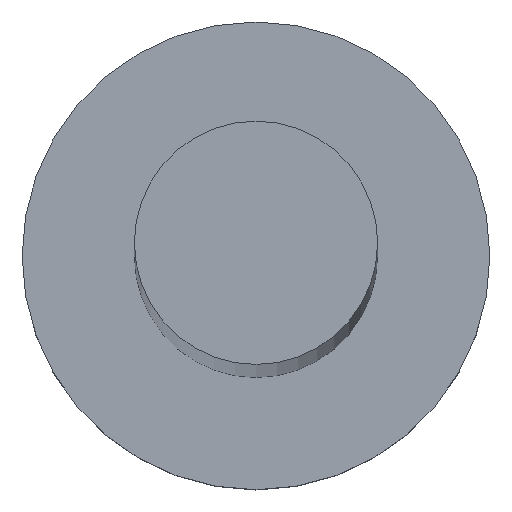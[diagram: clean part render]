
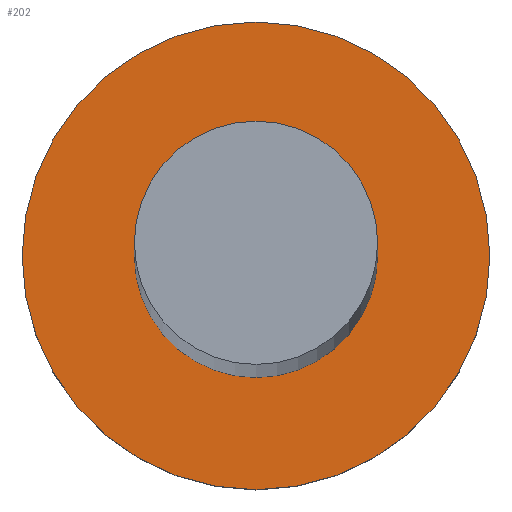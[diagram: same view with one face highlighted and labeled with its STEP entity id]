
A CAD part, top view. The second image highlights one B-rep face of the part: STEP entity #202.
In plain terms, the highlighted planar face has unit normal (0, 0, 1).
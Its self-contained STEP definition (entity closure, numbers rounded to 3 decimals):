
#7 = ORIENTED_EDGE ( 'NONE', *, *, #204, .T. ) ;
#8 = DIRECTION ( 'NONE',  ( 0., 0., 1. ) ) ;
#13 = EDGE_LOOP ( 'NONE', ( #252, #59 ) ) ;
#16 = VERTEX_POINT ( 'NONE', #152 ) ;
#24 = EDGE_CURVE ( 'NONE', #65, #16, #131, .T. ) ;
#35 = PLANE ( 'NONE',  #76 ) ;
#39 = DIRECTION ( 'NONE',  ( 0., 0., 1. ) ) ;
#40 = CARTESIAN_POINT ( 'NONE',  ( 0., 0., 3. ) ) ;
#42 = DIRECTION ( 'NONE',  ( 0., 0., 1. ) ) ;
#43 = VERTEX_POINT ( 'NONE', #90 ) ;
#57 = VERTEX_POINT ( 'NONE', #232 ) ;
#59 = ORIENTED_EDGE ( 'NONE', *, *, #145, .F. ) ;
#62 = AXIS2_PLACEMENT_3D ( 'NONE', #109, #42, #247 ) ;
#65 = VERTEX_POINT ( 'NONE', #105 ) ;
#76 = AXIS2_PLACEMENT_3D ( 'NONE', #224, #8, #84 ) ;
#84 = DIRECTION ( 'NONE',  ( 1., 0., 0. ) ) ;
#88 = CIRCLE ( 'NONE', #215, 2.6 ) ;
#90 = CARTESIAN_POINT ( 'NONE',  ( -2.6, 0., 3. ) ) ;
#96 = EDGE_CURVE ( 'NONE', #43, #57, #192, .T. ) ;
#99 = AXIS2_PLACEMENT_3D ( 'NONE', #157, #39, #153 ) ;
#105 = CARTESIAN_POINT ( 'NONE',  ( -5., 0., 3. ) ) ;
#107 = DIRECTION ( 'NONE',  ( 0., 0., 1. ) ) ;
#109 = CARTESIAN_POINT ( 'NONE',  ( 0., 0., 3. ) ) ;
#130 = EDGE_LOOP ( 'NONE', ( #211, #7 ) ) ;
#131 = CIRCLE ( 'NONE', #176, 5. ) ;
#142 = FACE_OUTER_BOUND ( 'NONE', #130, .T. ) ;
#145 = EDGE_CURVE ( 'NONE', #57, #43, #88, .T. ) ;
#152 = CARTESIAN_POINT ( 'NONE',  ( 5., 0., 3. ) ) ;
#153 = DIRECTION ( 'NONE',  ( 1., 0., 0. ) ) ;
#157 = CARTESIAN_POINT ( 'NONE',  ( 0., 0., 3. ) ) ;
#160 = CIRCLE ( 'NONE', #99, 5. ) ;
#167 = CARTESIAN_POINT ( 'NONE',  ( 0., 0., 3. ) ) ;
#173 = DIRECTION ( 'NONE',  ( 0., 0., 1. ) ) ;
#176 = AXIS2_PLACEMENT_3D ( 'NONE', #167, #107, #189 ) ;
#189 = DIRECTION ( 'NONE',  ( 1., 0., 0. ) ) ;
#192 = CIRCLE ( 'NONE', #62, 2.6 ) ;
#202 = ADVANCED_FACE ( 'NONE', ( #234, #142 ), #35, .T. ) ;
#204 = EDGE_CURVE ( 'NONE', #16, #65, #160, .T. ) ;
#211 = ORIENTED_EDGE ( 'NONE', *, *, #24, .T. ) ;
#213 = DIRECTION ( 'NONE',  ( 1., 0., 0. ) ) ;
#215 = AXIS2_PLACEMENT_3D ( 'NONE', #40, #173, #213 ) ;
#224 = CARTESIAN_POINT ( 'NONE',  ( 0., 0., 3. ) ) ;
#232 = CARTESIAN_POINT ( 'NONE',  ( 2.6, 0., 3. ) ) ;
#234 = FACE_BOUND ( 'NONE', #13, .T. ) ;
#247 = DIRECTION ( 'NONE',  ( 1., 0., 0. ) ) ;
#252 = ORIENTED_EDGE ( 'NONE', *, *, #96, .F. ) ;
